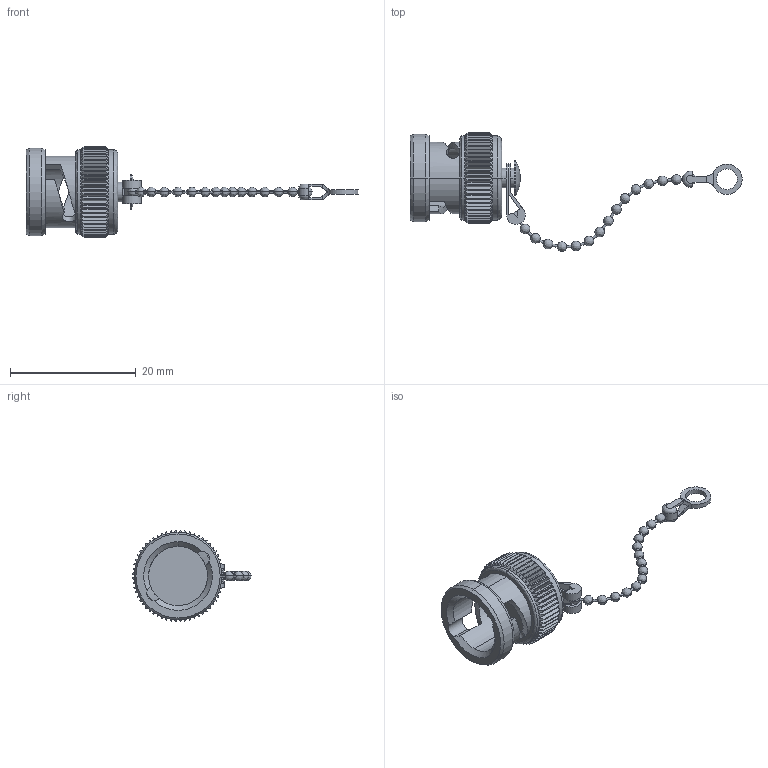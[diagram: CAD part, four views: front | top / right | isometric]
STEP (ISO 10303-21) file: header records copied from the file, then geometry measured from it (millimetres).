
FILE_DESCRIPTION (( 'STEP AP203' ), '1' );
FILE_NAME ('PE6013.step', '2019-03-29T16:54:59', ( '' ), ( '' ), 'SwSTEP 2.0', 'SolidWorks 2017', '' );
FILE_SCHEMA (( 'CONFIG_CONTROL_DESIGN' ));
Length unit declared in the file: inch
Products named in the file (1): PE6013
Bounding box: 52.78 x 18.89 x 14.46 mm (x, y, z)
Volume: 1422.6 mm3; surface area: 1708.5 mm2
Topology: 3 solids, 3 shells, 480 faces, 1173 edges, 651 vertices
Faces by surface type: plane 174, cone 127, cylinder 99, bspline 80
Entity records: 18875 total; most frequent: CARTESIAN_POINT 8740, ORIENTED_EDGE 2254, DIRECTION 1909, EDGE_CURVE 1127, AXIS2_PLACEMENT_3D 776, VERTEX_POINT 651, EDGE_LOOP 492, FACE_OUTER_BOUND 480
